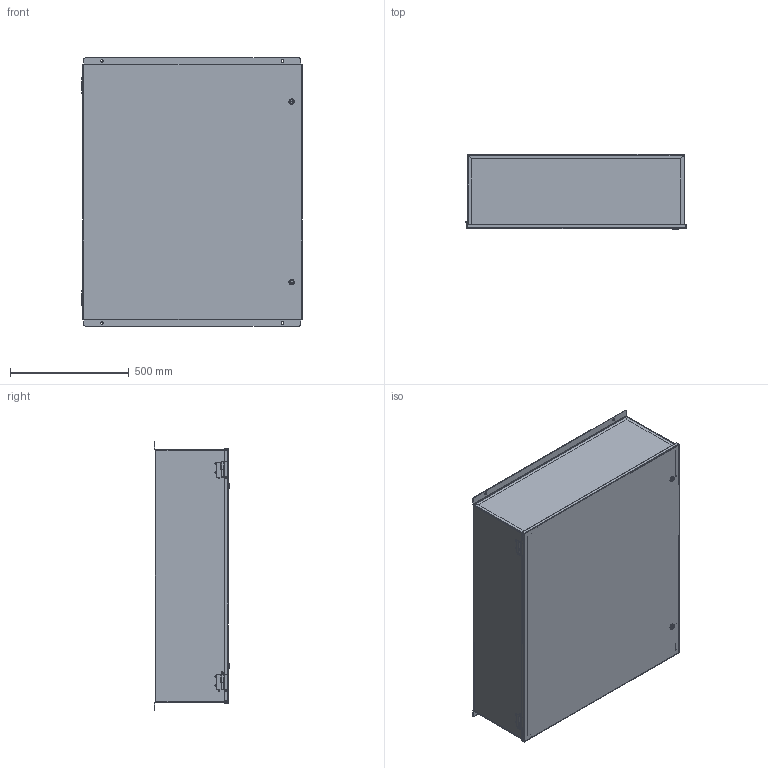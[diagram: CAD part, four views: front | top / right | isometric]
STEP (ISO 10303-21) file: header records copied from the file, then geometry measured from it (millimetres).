
FILE_DESCRIPTION( ( 'Unknown' ), '1' );
FILE_NAME( 'K423612_14GA_QT.stp', 'Unknown', ( 'Unknown' ), ( 'Unknown' ), 'PSStep 16.0.42', 'Unknown', ' ' );
FILE_SCHEMA( ( 'AUTOMOTIVE_DESIGN { 1 0 10303 214 1 1 1 1 }' ) );
Length unit declared in the file: millimetre
Products named in the file (23): LOCK AVEC TOURNEVIS TYPE 4-12 SANS CAME; HOSING-oa0; INSERT POUR TOURNEVIS-oa1; NOIX DE FIXATION-oa2; Oring-oa3; Oring-oa4; SEAL BLANC-oa5; STOPPER DESSOUS-oa6; VIS DE RETENUE DE LA CAME-oa7; A11KK; CAME K; K4236_14GA_COUVERCLE_QT; Penture K Acier - GAUCHE_porte; K4236C_14GA_QT; K423612_14GA_BOITIER; K423612B_14GA; Kxx3612B_14GA; Kxx3612H_14GA; 10-32 x 0.312-FENTE-carré; Penture K Acier - GAUCHE_boitier; 0.375-16 x 0.750 AC_CKL 118-510-340; Assem1; AKP4236_12GA
Assembly tree (32 placements, depth 5):
  Assem1
    AKP4236_12GA
    K423612_14GA_BOITIER
      K423612B_14GA
      Kxx3612B_14GA
      Kxx3612H_14GA
      10-32 x 0.312-FENTE-carré
      Penture K Acier - GAUCHE_boitier  x2
      0.375-16 x 0.750 AC_CKL 118-510-340  x8
    K4236_14GA_COUVERCLE_QT
      Penture K Acier - GAUCHE_porte  x2
      K4236C_14GA_QT
      A11KK  x2
        CAME K
        LOCK AVEC TOURNEVIS TYPE 4-12 SANS CAME
          HOSING-oa0
          INSERT POUR TOURNEVIS-oa1
          NOIX DE FIXATION-oa2
          Oring-oa3
          Oring-oa4
          SEAL BLANC-oa5
          STOPPER DESSOUS-oa6
          VIS DE RETENUE DE LA CAME-oa7
Bounding box: 929.31 x 316.48 x 1130.3 mm (x, y, z)
Volume: 8950640 mm3; surface area: 8683747.9 mm2
Topology: 36 solids, 36 shells, 2205 faces, 5329 edges, 3433 vertices
Faces by surface type: plane 1317, cylinder 335, extrusion 224, bspline 204, torus 66, cone 51, sphere 8
Full cylindrical faces by diameter (mm): 0.346 x1, 0.794 x8, 3.023 x8, 3.175 x8, 4.394 x1, 4.496 x1, 4.775 x2, 4.801 x1, 4.837 x1, 6.096 x4, 6.223 x8, 6.35 x8, 6.985 x2, 7.137 x1, 8.966 x8, 9.525 x9, 9.881 x2, 10.084 x2, 11.1 x4, 11.176 x2, 11.862 x2, 12.192 x2, 12.827 x2, 14.275 x8, 15.748 x2, 15.799 x2, 16.192 x8, 17.462 x2, 22.86 x2
Entity records: 100654 total; most frequent: CARTESIAN_POINT 52749, ORIENTED_EDGE 7642, DIRECTION 5469, EDGE_CURVE 3821, VERTEX_POINT 2562, EDGE_LOOP 2035, B_SPLINE_CURVE_WITH_KNOTS 1872, VECTOR 1847
